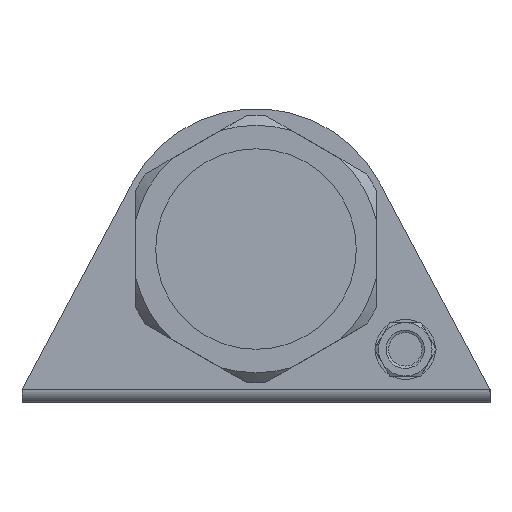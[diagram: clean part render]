
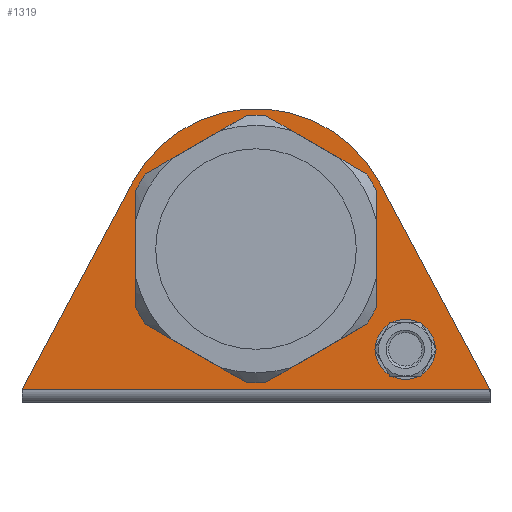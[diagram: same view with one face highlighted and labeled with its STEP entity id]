
A CAD part, left-side view. The second image highlights one B-rep face of the part: STEP entity #1319.
In plain terms, the highlighted face is planar.
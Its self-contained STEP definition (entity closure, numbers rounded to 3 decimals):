
#1319=ADVANCED_FACE('',(#2985,#2987,#2989),#2991,.F.);
#2985=FACE_BOUND('',#2986,.T.);
#2986=EDGE_LOOP('',(#3783,#3784,#3785,#3786));
#2987=FACE_BOUND('',#2988,.T.);
#2988=EDGE_LOOP('',(#3787));
#2989=FACE_BOUND('',#2990,.T.);
#2990=EDGE_LOOP('',(#3788));
#2991=PLANE('',#2992);
#2992=AXIS2_PLACEMENT_3D('',#2993,#2994,#2995);
#2993=CARTESIAN_POINT('',(0.,0.,0.));
#2994=DIRECTION('',(0.,1.,0.));
#2995=DIRECTION('',(-1.,0.,0.));
#3783=ORIENTED_EDGE('',*,*,#4183,.F.);
#3784=ORIENTED_EDGE('',*,*,#4184,.F.);
#3785=ORIENTED_EDGE('',*,*,#4185,.F.);
#3786=ORIENTED_EDGE('',*,*,#4174,.T.);
#3787=ORIENTED_EDGE('',*,*,#4186,.T.);
#3788=ORIENTED_EDGE('',*,*,#4187,.T.);
#4174=EDGE_CURVE('',#4811,#4809,#4812,.T.);
#4183=EDGE_CURVE('',#4823,#4809,#4824,.T.);
#4184=EDGE_CURVE('',#4825,#4823,#4826,.T.);
#4185=EDGE_CURVE('',#4811,#4825,#4827,.T.);
#4186=EDGE_CURVE('',#4828,#4828,#4829,.T.);
#4187=EDGE_CURVE('',#4830,#4830,#4831,.T.);
#4809=VERTEX_POINT('',#8354);
#4811=VERTEX_POINT('',#8359);
#4812=LINE('',#8360,#8361);
#4823=VERTEX_POINT('',#8392);
#4824=LINE('',#8393,#8394);
#4825=VERTEX_POINT('',#8396);
#4826=CIRCLE('',#8397,21.);
#4827=LINE('',#8401,#8402);
#4828=VERTEX_POINT('',#8404);
#4829=CIRCLE('',#8405,15.);
#4830=VERTEX_POINT('',#8409);
#4831=CIRCLE('',#8410,2.6);
#8354=CARTESIAN_POINT('',(35.,0.,-21.));
#8359=CARTESIAN_POINT('',(-35.,0.,-21.));
#8360=CARTESIAN_POINT('',(-35.,0.,-21.));
#8361=VECTOR('',#8362,1.);
#8362=DIRECTION('',(1.,0.,0.));
#8392=CARTESIAN_POINT('',(18.529,0.,9.882));
#8393=CARTESIAN_POINT('',(18.529,0.,9.882));
#8394=VECTOR('',#8395,1.);
#8395=DIRECTION('',(0.471,0.,-0.882));
#8396=CARTESIAN_POINT('',(-18.529,0.,9.882));
#8397=AXIS2_PLACEMENT_3D('',#8398,#8399,#8400);
#8398=CARTESIAN_POINT('',(0.,0.,0.));
#8399=DIRECTION('',(0.,1.,0.));
#8400=DIRECTION('',(-0.882,0.,0.471));
#8401=CARTESIAN_POINT('',(-35.,0.,-21.));
#8402=VECTOR('',#8403,1.);
#8403=DIRECTION('',(0.471,0.,0.882));
#8404=CARTESIAN_POINT('',(-15.,0.,0.));
#8405=AXIS2_PLACEMENT_3D('',#8406,#8407,#8408);
#8406=CARTESIAN_POINT('',(0.,0.,0.));
#8407=DIRECTION('',(0.,1.,0.));
#8408=DIRECTION('',(-1.,0.,0.));
#8409=CARTESIAN_POINT('',(19.733,0.,-15.));
#8410=AXIS2_PLACEMENT_3D('',#8411,#8412,#8413);
#8411=CARTESIAN_POINT('',(22.333,0.,-15.));
#8412=DIRECTION('',(0.,1.,0.));
#8413=DIRECTION('',(-1.,0.,0.));
